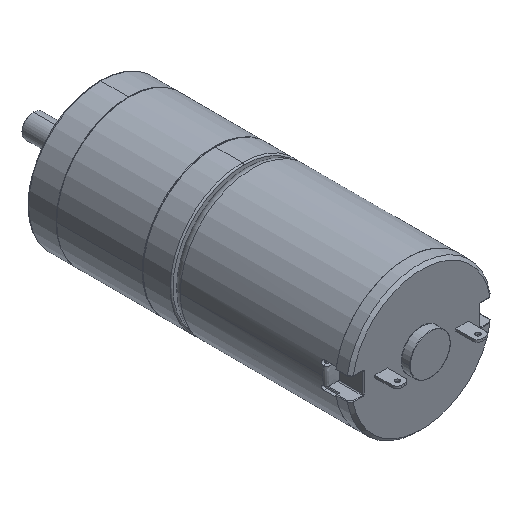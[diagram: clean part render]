
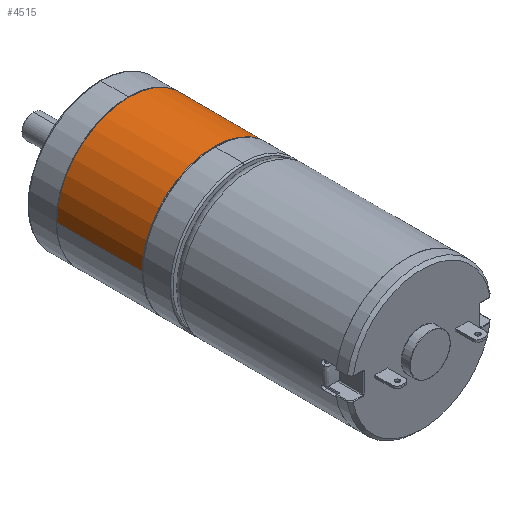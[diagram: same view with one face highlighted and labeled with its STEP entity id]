
A CAD part, isometric view. The second image highlights one B-rep face of the part: STEP entity #4515.
In plain terms, the highlighted cylindrical face has radius 12.5 mm (diameter 25 mm), a partial arc.
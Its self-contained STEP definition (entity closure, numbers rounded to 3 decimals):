
#659 = CARTESIAN_POINT ( 'NONE',  ( 12.5, -1000., 0. ) ) ;
#1029 = CARTESIAN_POINT ( 'NONE',  ( 0., -5.1, 0. ) ) ;
#1088 = ORIENTED_EDGE ( 'NONE', *, *, #4090, .F. ) ;
#1284 = DIRECTION ( 'NONE',  ( 0., -1., 0. ) ) ;
#1507 = LINE ( 'NONE', #659, #10972 ) ;
#2598 = EDGE_CURVE ( 'NONE', #7970, #4528, #1507, .T. ) ;
#2862 = DIRECTION ( 'NONE',  ( 0., -1., 0. ) ) ;
#3142 = CARTESIAN_POINT ( 'NONE',  ( -12.5, -1000., 0. ) ) ;
#3242 = AXIS2_PLACEMENT_3D ( 'NONE', #6443, #6681, #3839 ) ;
#3353 = EDGE_LOOP ( 'NONE', ( #7535, #4719, #1088, #10244 ) ) ;
#3793 = AXIS2_PLACEMENT_3D ( 'NONE', #5944, #1284, #8761 ) ;
#3839 = DIRECTION ( 'NONE',  ( 1., 0., 0. ) ) ;
#4090 = EDGE_CURVE ( 'NONE', #4528, #8205, #7860, .T. ) ;
#4515 = ADVANCED_FACE ( 'NONE', ( #10434 ), #5819, .T. ) ;
#4528 = VERTEX_POINT ( 'NONE', #11241 ) ;
#4625 = VECTOR ( 'NONE', #9561, 1000. ) ;
#4719 = ORIENTED_EDGE ( 'NONE', *, *, #6650, .T. ) ;
#5298 = EDGE_CURVE ( 'NONE', #7970, #11412, #9858, .T. ) ;
#5819 = CYLINDRICAL_SURFACE ( 'NONE', #3242, 12.5 ) ;
#5944 = CARTESIAN_POINT ( 'NONE',  ( 0., -19.9, 0. ) ) ;
#6351 = DIRECTION ( 'NONE',  ( 1., 0., 0. ) ) ;
#6443 = CARTESIAN_POINT ( 'NONE',  ( 0., -1000., 0. ) ) ;
#6650 = EDGE_CURVE ( 'NONE', #11412, #8205, #9091, .T. ) ;
#6681 = DIRECTION ( 'NONE',  ( 0., -1., 0. ) ) ;
#6972 = CARTESIAN_POINT ( 'NONE',  ( -12.5, -19.9, 0. ) ) ;
#7072 = DIRECTION ( 'NONE',  ( 0., -1., 0. ) ) ;
#7535 = ORIENTED_EDGE ( 'NONE', *, *, #5298, .T. ) ;
#7860 = CIRCLE ( 'NONE', #3793, 12.5 ) ;
#7970 = VERTEX_POINT ( 'NONE', #11747 ) ;
#8205 = VERTEX_POINT ( 'NONE', #6972 ) ;
#8761 = DIRECTION ( 'NONE',  ( 1., 0., 0. ) ) ;
#9091 = LINE ( 'NONE', #3142, #4625 ) ;
#9332 = CARTESIAN_POINT ( 'NONE',  ( -12.5, -5.1, 0. ) ) ;
#9561 = DIRECTION ( 'NONE',  ( 0., -1., 0. ) ) ;
#9858 = CIRCLE ( 'NONE', #9975, 12.5 ) ;
#9975 = AXIS2_PLACEMENT_3D ( 'NONE', #1029, #2862, #6351 ) ;
#10244 = ORIENTED_EDGE ( 'NONE', *, *, #2598, .F. ) ;
#10434 = FACE_OUTER_BOUND ( 'NONE', #3353, .T. ) ;
#10972 = VECTOR ( 'NONE', #7072, 1000. ) ;
#11241 = CARTESIAN_POINT ( 'NONE',  ( 12.5, -19.9, 0. ) ) ;
#11412 = VERTEX_POINT ( 'NONE', #9332 ) ;
#11747 = CARTESIAN_POINT ( 'NONE',  ( 12.5, -5.1, 0. ) ) ;
